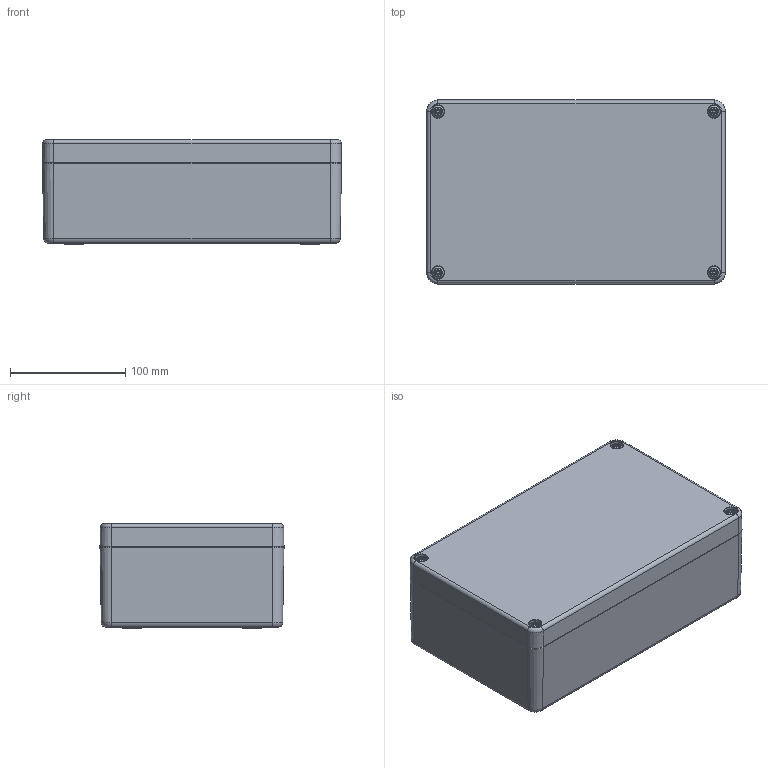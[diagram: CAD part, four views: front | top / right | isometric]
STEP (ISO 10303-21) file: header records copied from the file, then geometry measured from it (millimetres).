
FILE_DESCRIPTION(/* description */ (''),/* implementation_level */ '2;1');
FILE_NAME(/* name */ '0201101400-MBP_261690_VE.stp',/* time_stamp */ '2017-05-05T09:30:26+02:00',/* author */ ('robin.rentz'),/* organization */ (''),/* preprocessor_version */ 'ST-DEVELOPER v16.5',/* originating_system */ 'Autodesk Inventor 2017',/* authorisation */ '');
FILE_SCHEMA (('AUTOMOTIVE_DESIGN { 1 0 10303 214 3 1 1 }'));
Length unit declared in the file: millimetre
Products named in the file (5): 0201101400-MBP_261690_VE; 0201101400-UT_261690_VE; 0201101400-OT_261690_VE; M6-30; xxx-O-Ring-MBP_261690
Assembly tree (7 placements, depth 2):
  0201101400-MBP_261690_VE
    0201101400-UT_261690_VE
    0201101400-OT_261690_VE
    M6-30  x4
    xxx-O-Ring-MBP_261690
Bounding box: 259.99 x 159.99 x 91 mm (x, y, z)
Volume: 974760.7 mm3; surface area: 329934.7 mm2
Topology: 7 solids, 7 shells, 875 faces, 2073 edges, 1250 vertices
Faces by surface type: plane 264, torus 216, cylinder 200, cone 142, bspline 49, sphere 4
Full cylindrical faces by diameter (mm): 4.917 x4, 5 x4, 6 x4, 6.5 x4, 7 x4, 7.5 x4, 10 x4, 11 x4, 12 x4
Entity records: 21826 total; most frequent: CARTESIAN_POINT 4731, DIRECTION 3777, ORIENTED_EDGE 3326, EDGE_CURVE 1663, AXIS2_PLACEMENT_3D 1528, VERTEX_POINT 1030, EDGE_LOOP 875, CIRCLE 800
